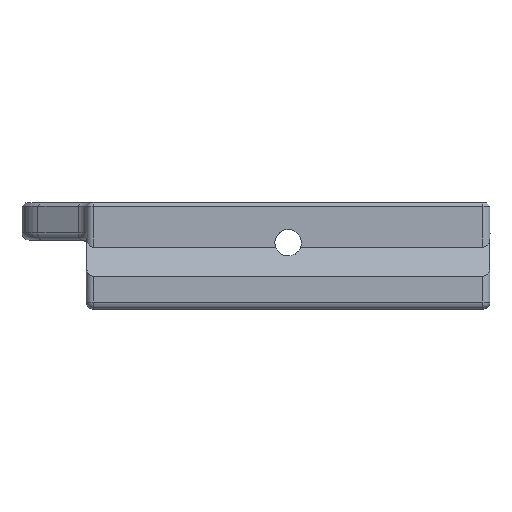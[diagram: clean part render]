
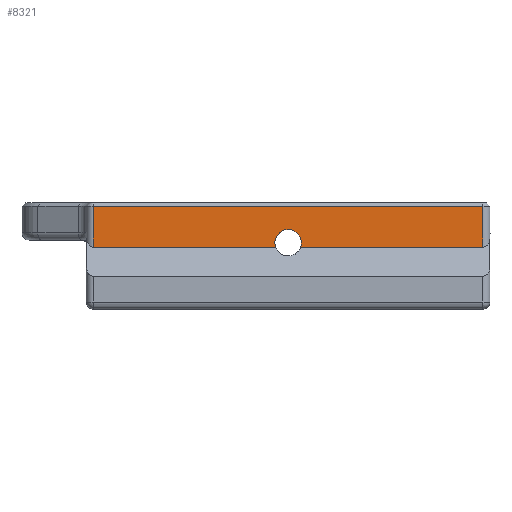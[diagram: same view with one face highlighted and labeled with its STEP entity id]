
A CAD part, front view. The second image highlights one B-rep face of the part: STEP entity #8321.
In plain terms, the highlighted planar face has unit normal (0, -1, 0).
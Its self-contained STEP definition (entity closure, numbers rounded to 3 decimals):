
#529=CIRCLE('',#9157,1.5);
#530=CIRCLE('',#9159,1.5);
#1114=FACE_OUTER_BOUND('',#1602,.T.);
#1602=EDGE_LOOP('',(#7441,#7442,#7443,#7444,#7445,#7446,#7447));
#2397=LINE('',#14386,#3203);
#2406=LINE('',#14423,#3212);
#2407=LINE('',#14425,#3213);
#2410=LINE('',#14433,#3216);
#2411=LINE('',#14434,#3217);
#3203=VECTOR('',#11502,10.);
#3212=VECTOR('',#11537,1000.);
#3213=VECTOR('',#11538,1000.);
#3216=VECTOR('',#11547,10.);
#3217=VECTOR('',#11548,10.);
#3984=VERTEX_POINT('',#14382);
#3985=VERTEX_POINT('',#14384);
#3987=VERTEX_POINT('',#14404);
#3988=VERTEX_POINT('',#14405);
#3989=VERTEX_POINT('',#14407);
#3991=VERTEX_POINT('',#14424);
#3993=VERTEX_POINT('',#14432);
#5149=EDGE_CURVE('',#3985,#3984,#2397,.T.);
#5154=EDGE_CURVE('',#3987,#3988,#529,.T.);
#5156=EDGE_CURVE('',#3988,#3989,#530,.T.);
#5164=EDGE_CURVE('',#3989,#3984,#2406,.T.);
#5165=EDGE_CURVE('',#3991,#3987,#2407,.T.);
#5169=EDGE_CURVE('',#3993,#3985,#2410,.T.);
#5170=EDGE_CURVE('',#3991,#3993,#2411,.T.);
#7441=ORIENTED_EDGE('',*,*,#5149,.F.);
#7442=ORIENTED_EDGE('',*,*,#5169,.F.);
#7443=ORIENTED_EDGE('',*,*,#5170,.F.);
#7444=ORIENTED_EDGE('',*,*,#5165,.T.);
#7445=ORIENTED_EDGE('',*,*,#5154,.T.);
#7446=ORIENTED_EDGE('',*,*,#5156,.T.);
#7447=ORIENTED_EDGE('',*,*,#5164,.T.);
#7868=PLANE('',#9168);
#8321=ADVANCED_FACE('',(#1114),#7868,.F.);
#9157=AXIS2_PLACEMENT_3D('',#14406,#11513,#11514);
#9159=AXIS2_PLACEMENT_3D('',#14409,#11517,#11518);
#9168=AXIS2_PLACEMENT_3D('',#14431,#11545,#11546);
#11502=DIRECTION('',(0.,0.,-1.));
#11513=DIRECTION('center_axis',(0.,1.,0.));
#11514=DIRECTION('ref_axis',(-1.,0.,0.));
#11517=DIRECTION('center_axis',(0.,1.,0.));
#11518=DIRECTION('ref_axis',(-1.,0.,0.));
#11537=DIRECTION('',(1.,0.,0.));
#11538=DIRECTION('',(1.,0.,0.));
#11545=DIRECTION('center_axis',(0.,1.,0.));
#11546=DIRECTION('ref_axis',(1.,0.,0.));
#11547=DIRECTION('',(1.,0.,0.));
#11548=DIRECTION('',(0.,0.,1.));
#14382=CARTESIAN_POINT('',(115.536,-114.191,-264.862));
#14384=CARTESIAN_POINT('',(115.536,-114.191,-260.262));
#14386=CARTESIAN_POINT('',(115.536,-114.191,-265.362));
#14404=CARTESIAN_POINT('',(92.111,-114.191,-264.862));
#14405=CARTESIAN_POINT('',(95.025,-114.191,-264.362));
#14406=CARTESIAN_POINT('Origin',(93.525,-114.191,-264.362));
#14407=CARTESIAN_POINT('',(94.939,-114.191,-264.862));
#14409=CARTESIAN_POINT('Origin',(93.525,-114.191,-264.362));
#14423=CARTESIAN_POINT('',(70.714,-114.191,-264.862));
#14424=CARTESIAN_POINT('',(71.514,-114.191,-264.862));
#14425=CARTESIAN_POINT('',(70.714,-114.191,-264.862));
#14431=CARTESIAN_POINT('Origin',(70.714,-114.191,-264.862));
#14432=CARTESIAN_POINT('',(71.514,-114.191,-260.262));
#14433=CARTESIAN_POINT('',(70.714,-114.191,-260.262));
#14434=CARTESIAN_POINT('',(71.514,-114.191,-264.412));
